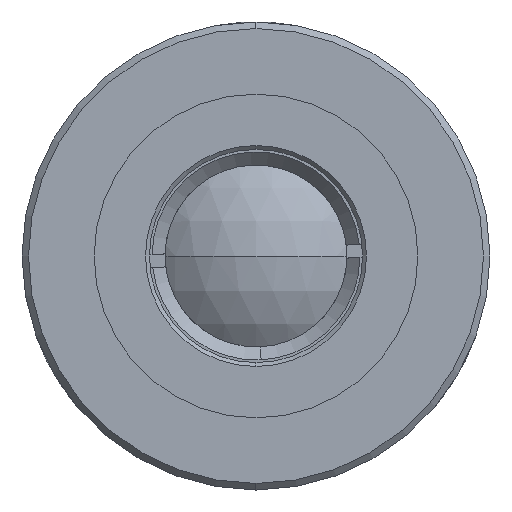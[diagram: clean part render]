
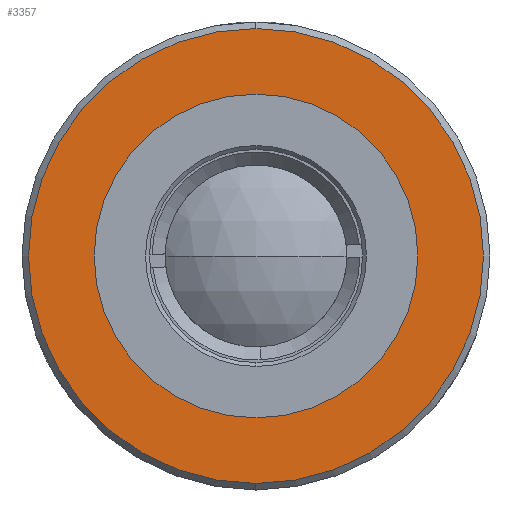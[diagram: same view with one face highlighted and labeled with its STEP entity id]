
A CAD part, left-side view. The second image highlights one B-rep face of the part: STEP entity #3357.
In plain terms, the highlighted planar face has unit normal (-1, 0, 0).
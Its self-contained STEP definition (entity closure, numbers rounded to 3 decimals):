
#155 = CIRCLE ( 'NONE', #564, 17.5 ) ;
#184 = DIRECTION ( 'NONE',  ( 0., 0., -1. ) ) ;
#249 = AXIS2_PLACEMENT_3D ( 'NONE', #1593, #4872, #3169 ) ;
#326 = ORIENTED_EDGE ( 'NONE', *, *, #4063, .F. ) ;
#416 = EDGE_CURVE ( 'NONE', #1165, #4213, #3888, .T. ) ;
#564 = AXIS2_PLACEMENT_3D ( 'NONE', #779, #1997, #1970 ) ;
#596 = FACE_BOUND ( 'NONE', #2784, .T. ) ;
#779 = CARTESIAN_POINT ( 'NONE',  ( -5.002, 0., 0. ) ) ;
#793 = CARTESIAN_POINT ( 'NONE',  ( -5.002, 0., -12.45 ) ) ;
#805 = DIRECTION ( 'NONE',  ( -1., 0., 0. ) ) ;
#929 = ORIENTED_EDGE ( 'NONE', *, *, #1367, .T. ) ;
#1165 = VERTEX_POINT ( 'NONE', #793 ) ;
#1292 = VERTEX_POINT ( 'NONE', #3639 ) ;
#1367 = EDGE_CURVE ( 'NONE', #4966, #1292, #2473, .T. ) ;
#1459 = DIRECTION ( 'NONE',  ( -1., 0., 0. ) ) ;
#1542 = CIRCLE ( 'NONE', #4946, 12.45 ) ;
#1593 = CARTESIAN_POINT ( 'NONE',  ( -5.002, 0., 0. ) ) ;
#1717 = PLANE ( 'NONE',  #3287 ) ;
#1970 = DIRECTION ( 'NONE',  ( 0., 0., -1. ) ) ;
#1997 = DIRECTION ( 'NONE',  ( -1., 0., 0. ) ) ;
#2208 = FACE_OUTER_BOUND ( 'NONE', #3616, .T. ) ;
#2267 = DIRECTION ( 'NONE',  ( 0., 0., 1. ) ) ;
#2337 = CARTESIAN_POINT ( 'NONE',  ( -5.002, 0., 17.5 ) ) ;
#2378 = DIRECTION ( 'NONE',  ( 0., 0., 1. ) ) ;
#2473 = CIRCLE ( 'NONE', #249, 17.5 ) ;
#2528 = EDGE_CURVE ( 'NONE', #1292, #4966, #155, .T. ) ;
#2784 = EDGE_LOOP ( 'NONE', ( #326, #3590 ) ) ;
#3169 = DIRECTION ( 'NONE',  ( 0., 0., -1. ) ) ;
#3287 = AXIS2_PLACEMENT_3D ( 'NONE', #3738, #3299, #184 ) ;
#3299 = DIRECTION ( 'NONE',  ( 1., 0., 0. ) ) ;
#3357 = ADVANCED_FACE ( 'NONE', ( #2208, #596 ), #1717, .F. ) ;
#3590 = ORIENTED_EDGE ( 'NONE', *, *, #416, .F. ) ;
#3616 = EDGE_LOOP ( 'NONE', ( #3931, #929 ) ) ;
#3639 = CARTESIAN_POINT ( 'NONE',  ( -5.002, 0., -17.5 ) ) ;
#3738 = CARTESIAN_POINT ( 'NONE',  ( -5.002, 18., 0. ) ) ;
#3888 = CIRCLE ( 'NONE', #4440, 12.45 ) ;
#3931 = ORIENTED_EDGE ( 'NONE', *, *, #2528, .T. ) ;
#4063 = EDGE_CURVE ( 'NONE', #4213, #1165, #1542, .T. ) ;
#4165 = CARTESIAN_POINT ( 'NONE',  ( -5.002, 0., 0. ) ) ;
#4213 = VERTEX_POINT ( 'NONE', #4327 ) ;
#4327 = CARTESIAN_POINT ( 'NONE',  ( -5.002, 0., 12.45 ) ) ;
#4363 = CARTESIAN_POINT ( 'NONE',  ( -5.002, 0., 0. ) ) ;
#4440 = AXIS2_PLACEMENT_3D ( 'NONE', #4363, #805, #2378 ) ;
#4872 = DIRECTION ( 'NONE',  ( -1., 0., 0. ) ) ;
#4946 = AXIS2_PLACEMENT_3D ( 'NONE', #4165, #1459, #2267 ) ;
#4966 = VERTEX_POINT ( 'NONE', #2337 ) ;
